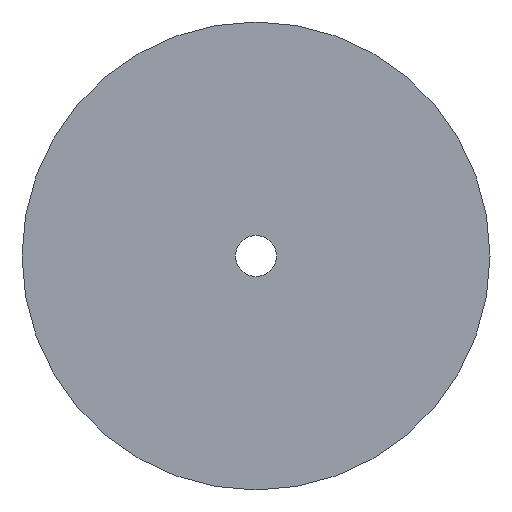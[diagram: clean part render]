
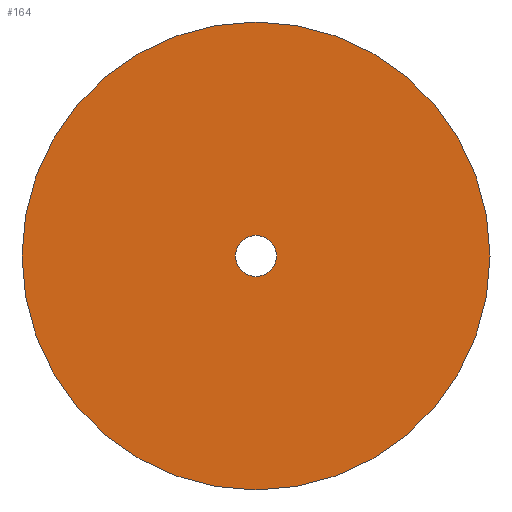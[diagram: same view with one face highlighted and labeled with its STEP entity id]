
A CAD part, front view. The second image highlights one B-rep face of the part: STEP entity #164.
In plain terms, the highlighted planar face has unit normal (0, -1, 0).
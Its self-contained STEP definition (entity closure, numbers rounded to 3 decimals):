
#6 = EDGE_CURVE ( 'NONE', #69, #16, #87, .T. ) ;
#9 = ORIENTED_EDGE ( 'NONE', *, *, #66, .T. ) ;
#16 = VERTEX_POINT ( 'NONE', #214 ) ;
#26 = FACE_BOUND ( 'NONE', #151, .T. ) ;
#38 = AXIS2_PLACEMENT_3D ( 'NONE', #118, #135, #117 ) ;
#42 = ORIENTED_EDGE ( 'NONE', *, *, #140, .F. ) ;
#43 = AXIS2_PLACEMENT_3D ( 'NONE', #206, #205, #203 ) ;
#66 = EDGE_CURVE ( 'NONE', #16, #69, #166, .T. ) ;
#69 = VERTEX_POINT ( 'NONE', #186 ) ;
#73 = VERTEX_POINT ( 'NONE', #178 ) ;
#78 = DIRECTION ( 'NONE',  ( 0., 0., 1. ) ) ;
#83 = PLANE ( 'NONE',  #128 ) ;
#85 = CARTESIAN_POINT ( 'NONE',  ( 0., 0., 0. ) ) ;
#86 = DIRECTION ( 'NONE',  ( 0., 1., 0. ) ) ;
#87 = CIRCLE ( 'NONE', #43, 1. ) ;
#92 = AXIS2_PLACEMENT_3D ( 'NONE', #173, #144, #169 ) ;
#93 = AXIS2_PLACEMENT_3D ( 'NONE', #113, #112, #111 ) ;
#111 = DIRECTION ( 'NONE',  ( 0., 0., 1. ) ) ;
#112 = DIRECTION ( 'NONE',  ( 0., 1., 0. ) ) ;
#113 = CARTESIAN_POINT ( 'NONE',  ( 0., 0., 0. ) ) ;
#117 = DIRECTION ( 'NONE',  ( 0., 0., 1. ) ) ;
#118 = CARTESIAN_POINT ( 'NONE',  ( 0., 0., 0. ) ) ;
#121 = CARTESIAN_POINT ( 'NONE',  ( 0., 0., -11.375 ) ) ;
#128 = AXIS2_PLACEMENT_3D ( 'NONE', #85, #86, #78 ) ;
#129 = EDGE_CURVE ( 'NONE', #155, #73, #156, .T. ) ;
#135 = DIRECTION ( 'NONE',  ( 0., 1., 0. ) ) ;
#139 = EDGE_LOOP ( 'NONE', ( #172, #42 ) ) ;
#140 = EDGE_CURVE ( 'NONE', #73, #155, #189, .T. ) ;
#144 = DIRECTION ( 'NONE',  ( 0., 1., 0. ) ) ;
#151 = EDGE_LOOP ( 'NONE', ( #9, #174 ) ) ;
#155 = VERTEX_POINT ( 'NONE', #121 ) ;
#156 = CIRCLE ( 'NONE', #38, 11.375 ) ;
#164 = ADVANCED_FACE ( 'NONE', ( #202, #26 ), #83, .F. ) ;
#166 = CIRCLE ( 'NONE', #92, 1. ) ;
#169 = DIRECTION ( 'NONE',  ( 0., 0., 1. ) ) ;
#172 = ORIENTED_EDGE ( 'NONE', *, *, #129, .F. ) ;
#173 = CARTESIAN_POINT ( 'NONE',  ( 0., 0., 0. ) ) ;
#174 = ORIENTED_EDGE ( 'NONE', *, *, #6, .T. ) ;
#178 = CARTESIAN_POINT ( 'NONE',  ( 0., 0., 11.375 ) ) ;
#186 = CARTESIAN_POINT ( 'NONE',  ( 0., 0., 1. ) ) ;
#189 = CIRCLE ( 'NONE', #93, 11.375 ) ;
#202 = FACE_OUTER_BOUND ( 'NONE', #139, .T. ) ;
#203 = DIRECTION ( 'NONE',  ( 0., 0., 1. ) ) ;
#205 = DIRECTION ( 'NONE',  ( 0., 1., 0. ) ) ;
#206 = CARTESIAN_POINT ( 'NONE',  ( 0., 0., 0. ) ) ;
#214 = CARTESIAN_POINT ( 'NONE',  ( 0., 0., -1. ) ) ;
